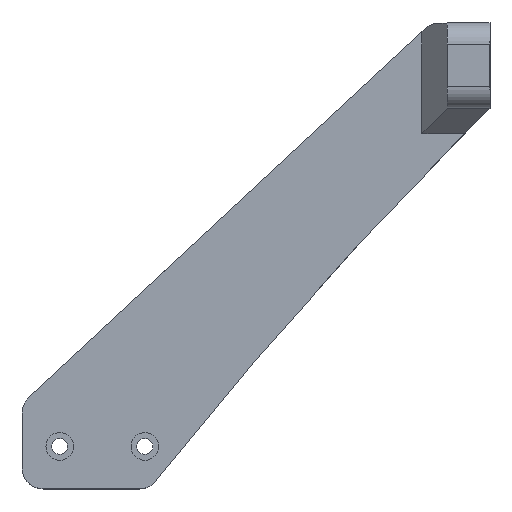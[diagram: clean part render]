
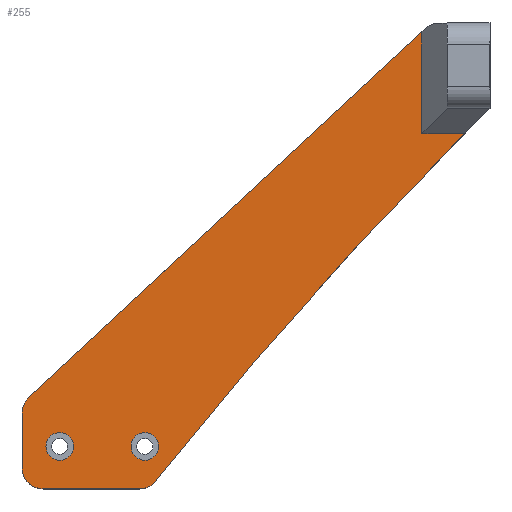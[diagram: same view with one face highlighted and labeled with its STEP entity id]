
A CAD part, top view. The second image highlights one B-rep face of the part: STEP entity #255.
In plain terms, the highlighted planar face has unit normal (0, 0, 1).
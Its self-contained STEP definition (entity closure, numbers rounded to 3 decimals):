
#7 = DIRECTION ( 'NONE',  ( 0., 0., -1. ) ) ;
#10 = ORIENTED_EDGE ( 'NONE', *, *, #30, .T. ) ;
#30 = EDGE_CURVE ( 'NONE', #225, #1267, #275, .T. ) ;
#42 = CARTESIAN_POINT ( 'NONE',  ( -46.507, -15., 10. ) ) ;
#45 = CARTESIAN_POINT ( 'NONE',  ( -18.923, -15., 10. ) ) ;
#50 = CARTESIAN_POINT ( 'NONE',  ( -14.382, -10., 10. ) ) ;
#51 = DIRECTION ( 'NONE',  ( -1., 0., 0. ) ) ;
#76 = VECTOR ( 'NONE', #971, 1000. ) ;
#87 = EDGE_CURVE ( 'NONE', #113, #594, #739, .T. ) ;
#105 = FACE_BOUND ( 'NONE', #443, .T. ) ;
#106 = VECTOR ( 'NONE', #536, 1000. ) ;
#113 = VERTEX_POINT ( 'NONE', #1035 ) ;
#121 = AXIS2_PLACEMENT_3D ( 'NONE', #1230, #370, #560 ) ;
#131 = DIRECTION ( 'NONE',  ( 0., 0., 1. ) ) ;
#140 = CARTESIAN_POINT ( 'NONE',  ( 53.493, 63.5, 10. ) ) ;
#147 = ORIENTED_EDGE ( 'NONE', *, *, #832, .T. ) ;
#149 = DIRECTION ( 'NONE',  ( 1., 0., 0. ) ) ;
#151 = VERTEX_POINT ( 'NONE', #456 ) ;
#164 = ORIENTED_EDGE ( 'NONE', *, *, #455, .F. ) ;
#165 = DIRECTION ( 'NONE',  ( 0., 0., 1. ) ) ;
#167 = CARTESIAN_POINT ( 'NONE',  ( -15.009, -18.112, 10. ) ) ;
#181 = VERTEX_POINT ( 'NONE', #1257 ) ;
#193 = FACE_BOUND ( 'NONE', #265, .T. ) ;
#201 = VECTOR ( 'NONE', #583, 1000. ) ;
#203 = CARTESIAN_POINT ( 'NONE',  ( -18.923, -20., 10. ) ) ;
#222 = AXIS2_PLACEMENT_3D ( 'NONE', #45, #1037, #1210 ) ;
#225 = VERTEX_POINT ( 'NONE', #167 ) ;
#238 = CIRCLE ( 'NONE', #385, 3.25 ) ;
#255 = ADVANCED_FACE ( 'NONE', ( #193, #105, #898 ), #620, .F. ) ;
#258 = CIRCLE ( 'NONE', #222, 5. ) ;
#259 = CARTESIAN_POINT ( 'NONE',  ( -37.632, -10., 10. ) ) ;
#265 = EDGE_LOOP ( 'NONE', ( #776, #869 ) ) ;
#275 = CIRCLE ( 'NONE', #468, 1000. ) ;
#279 = CIRCLE ( 'NONE', #1165, 3.25 ) ;
#287 = ORIENTED_EDGE ( 'NONE', *, *, #730, .F. ) ;
#318 = CARTESIAN_POINT ( 'NONE',  ( -41.507, -2.178, 10. ) ) ;
#327 = DIRECTION ( 'NONE',  ( 0., 0., 1. ) ) ;
#341 = LINE ( 'NONE', #140, #106 ) ;
#347 = CARTESIAN_POINT ( 'NONE',  ( -41.507, -20., 10. ) ) ;
#370 = DIRECTION ( 'NONE',  ( 0., 0., 1. ) ) ;
#385 = AXIS2_PLACEMENT_3D ( 'NONE', #752, #327, #1030 ) ;
#407 = CIRCLE ( 'NONE', #701, 3.25 ) ;
#413 = ORIENTED_EDGE ( 'NONE', *, *, #87, .T. ) ;
#431 = DIRECTION ( 'NONE',  ( 0., 0., -1. ) ) ;
#433 = DIRECTION ( 'NONE',  ( 0., 1., 0. ) ) ;
#435 = CARTESIAN_POINT ( 'NONE',  ( 767.672, -640.534, 10. ) ) ;
#439 = EDGE_CURVE ( 'NONE', #457, #488, #1225, .T. ) ;
#443 = EDGE_LOOP ( 'NONE', ( #164, #287 ) ) ;
#455 = EDGE_CURVE ( 'NONE', #791, #181, #407, .T. ) ;
#456 = CARTESIAN_POINT ( 'NONE',  ( 47.493, 63.5, 10. ) ) ;
#457 = VERTEX_POINT ( 'NONE', #42 ) ;
#468 = AXIS2_PLACEMENT_3D ( 'NONE', #435, #431, #51 ) ;
#475 = EDGE_CURVE ( 'NONE', #549, #998, #847, .T. ) ;
#483 = DIRECTION ( 'NONE',  ( 1., 0., 0. ) ) ;
#486 = EDGE_CURVE ( 'NONE', #998, #549, #279, .T. ) ;
#488 = VERTEX_POINT ( 'NONE', #347 ) ;
#519 = DIRECTION ( 'NONE',  ( -1., 0., 0. ) ) ;
#531 = CARTESIAN_POINT ( 'NONE',  ( 57.506, 63.5, 10. ) ) ;
#536 = DIRECTION ( 'NONE',  ( -1., 0., 0. ) ) ;
#549 = VERTEX_POINT ( 'NONE', #1136 ) ;
#560 = DIRECTION ( 'NONE',  ( 1., 0., 0. ) ) ;
#563 = VECTOR ( 'NONE', #483, 1000. ) ;
#566 = CARTESIAN_POINT ( 'NONE',  ( 47.493, 87.424, 10. ) ) ;
#583 = DIRECTION ( 'NONE',  ( -0.732, -0.681, 0. ) ) ;
#586 = CARTESIAN_POINT ( 'NONE',  ( -34.382, -10., 10. ) ) ;
#594 = VERTEX_POINT ( 'NONE', #827 ) ;
#603 = AXIS2_PLACEMENT_3D ( 'NONE', #1002, #7, #712 ) ;
#608 = EDGE_CURVE ( 'NONE', #594, #457, #634, .T. ) ;
#620 = PLANE ( 'NONE',  #603 ) ;
#621 = EDGE_CURVE ( 'NONE', #488, #1018, #784, .T. ) ;
#634 = LINE ( 'NONE', #878, #76 ) ;
#689 = VERTEX_POINT ( 'NONE', #566 ) ;
#691 = ORIENTED_EDGE ( 'NONE', *, *, #727, .T. ) ;
#701 = AXIS2_PLACEMENT_3D ( 'NONE', #1116, #131, #830 ) ;
#712 = DIRECTION ( 'NONE',  ( -1., 0., 0. ) ) ;
#727 = EDGE_CURVE ( 'NONE', #151, #689, #1135, .T. ) ;
#730 = EDGE_CURVE ( 'NONE', #181, #791, #238, .T. ) ;
#739 = CIRCLE ( 'NONE', #1244, 5. ) ;
#752 = CARTESIAN_POINT ( 'NONE',  ( -17.632, -10., 10. ) ) ;
#776 = ORIENTED_EDGE ( 'NONE', *, *, #486, .F. ) ;
#778 = EDGE_CURVE ( 'NONE', #1018, #225, #258, .T. ) ;
#784 = LINE ( 'NONE', #1019, #563 ) ;
#791 = VERTEX_POINT ( 'NONE', #50 ) ;
#810 = ORIENTED_EDGE ( 'NONE', *, *, #608, .T. ) ;
#813 = VECTOR ( 'NONE', #433, 1000. ) ;
#827 = CARTESIAN_POINT ( 'NONE',  ( -46.507, -2.178, 10. ) ) ;
#830 = DIRECTION ( 'NONE',  ( 1., 0., 0. ) ) ;
#832 = EDGE_CURVE ( 'NONE', #1267, #151, #341, .T. ) ;
#838 = ORIENTED_EDGE ( 'NONE', *, *, #621, .T. ) ;
#841 = DIRECTION ( 'NONE',  ( 0., 0., 1. ) ) ;
#847 = CIRCLE ( 'NONE', #121, 3.25 ) ;
#858 = ORIENTED_EDGE ( 'NONE', *, *, #1194, .T. ) ;
#869 = ORIENTED_EDGE ( 'NONE', *, *, #475, .F. ) ;
#878 = CARTESIAN_POINT ( 'NONE',  ( -46.507, -20., 10. ) ) ;
#898 = FACE_OUTER_BOUND ( 'NONE', #1063, .T. ) ;
#936 = CARTESIAN_POINT ( 'NONE',  ( 47.493, 0., 10. ) ) ;
#971 = DIRECTION ( 'NONE',  ( 0., -1., 0. ) ) ;
#998 = VERTEX_POINT ( 'NONE', #586 ) ;
#1002 = CARTESIAN_POINT ( 'NONE',  ( 0., 0., 10. ) ) ;
#1016 = CARTESIAN_POINT ( 'NONE',  ( -41.507, -15., 10. ) ) ;
#1017 = DIRECTION ( 'NONE',  ( -1., 0., 0. ) ) ;
#1018 = VERTEX_POINT ( 'NONE', #203 ) ;
#1019 = CARTESIAN_POINT ( 'NONE',  ( 11.768, -20., 10. ) ) ;
#1022 = DIRECTION ( 'NONE',  ( 0., 0., 1. ) ) ;
#1030 = DIRECTION ( 'NONE',  ( 1., 0., 0. ) ) ;
#1035 = CARTESIAN_POINT ( 'NONE',  ( -44.912, 1.483, 10. ) ) ;
#1037 = DIRECTION ( 'NONE',  ( 0., 0., 1. ) ) ;
#1063 = EDGE_LOOP ( 'NONE', ( #858, #413, #810, #1077, #838, #1195, #10, #147, #691 ) ) ;
#1077 = ORIENTED_EDGE ( 'NONE', *, *, #439, .T. ) ;
#1116 = CARTESIAN_POINT ( 'NONE',  ( -17.632, -10., 10. ) ) ;
#1135 = LINE ( 'NONE', #936, #813 ) ;
#1136 = CARTESIAN_POINT ( 'NONE',  ( -40.882, -10., 10. ) ) ;
#1165 = AXIS2_PLACEMENT_3D ( 'NONE', #259, #165, #149 ) ;
#1167 = LINE ( 'NONE', #1174, #201 ) ;
#1174 = CARTESIAN_POINT ( 'NONE',  ( -46.507, 0., 10. ) ) ;
#1188 = AXIS2_PLACEMENT_3D ( 'NONE', #1016, #841, #519 ) ;
#1194 = EDGE_CURVE ( 'NONE', #689, #113, #1167, .T. ) ;
#1195 = ORIENTED_EDGE ( 'NONE', *, *, #778, .T. ) ;
#1210 = DIRECTION ( 'NONE',  ( -1., 0., 0. ) ) ;
#1225 = CIRCLE ( 'NONE', #1188, 5. ) ;
#1230 = CARTESIAN_POINT ( 'NONE',  ( -37.632, -10., 10. ) ) ;
#1244 = AXIS2_PLACEMENT_3D ( 'NONE', #318, #1022, #1017 ) ;
#1257 = CARTESIAN_POINT ( 'NONE',  ( -20.882, -10., 10. ) ) ;
#1267 = VERTEX_POINT ( 'NONE', #531 ) ;
